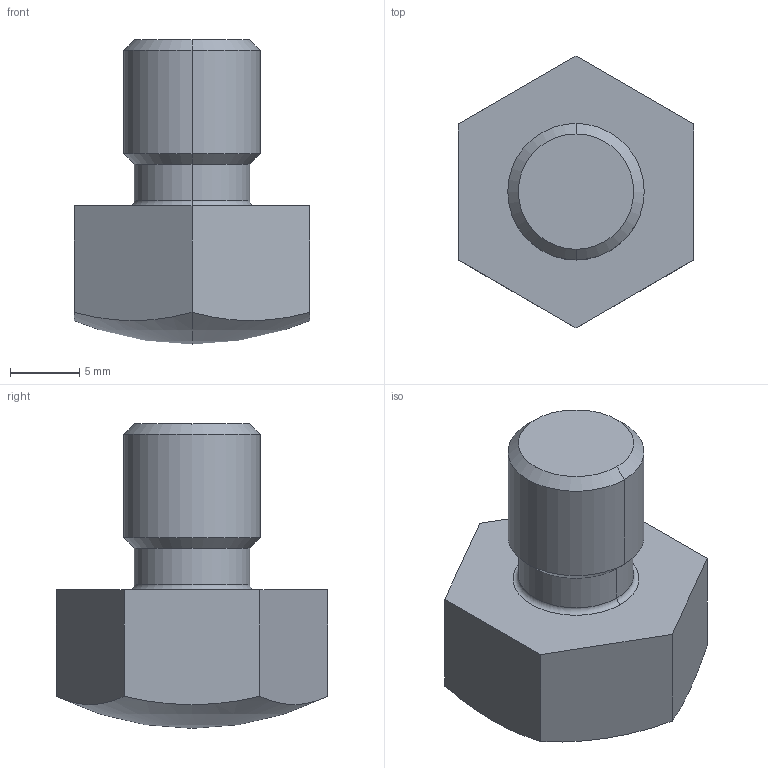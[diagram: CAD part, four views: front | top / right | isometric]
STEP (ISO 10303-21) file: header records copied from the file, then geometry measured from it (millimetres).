
FILE_DESCRIPTION((''),'2;1');
FILE_NAME('ILCM44211000','2012-10-19T',('kr'),(''),'PRO/ENGINEER BY PARAMETRIC TECHNOLOGY CORPORATION, 2007460','PRO/ENGINEER BY PARAMETRIC TECHNOLOGY CORPORATION, 2007460','');
FILE_SCHEMA(('AUTOMOTIVE_DESIGN_CC2 { 1 2 10303 214 -1 1 5 2 }'));
Length unit declared in the file: millimetre
Products named in the file (1): ILCM44211000
Bounding box: 17 x 19.63 x 22 mm (x, y, z)
Volume: 3101.5 mm3; surface area: 1591.3 mm2
Topology: 1 solids, 2 shells, 22 faces, 50 edges, 29 vertices
Faces by surface type: plane 8, cylinder 6, cone 4, torus 2, sphere 2
Entity records: 892 total; most frequent: DIRECTION 120, COLOUR_RGB 105, CARTESIAN_POINT 100, ORIENTED_EDGE 92, PRESENTATION_STYLE_ASSIGNMENT 50, STYLED_ITEM 50, AXIS2_PLACEMENT_3D 49, CURVE_STYLE 48
